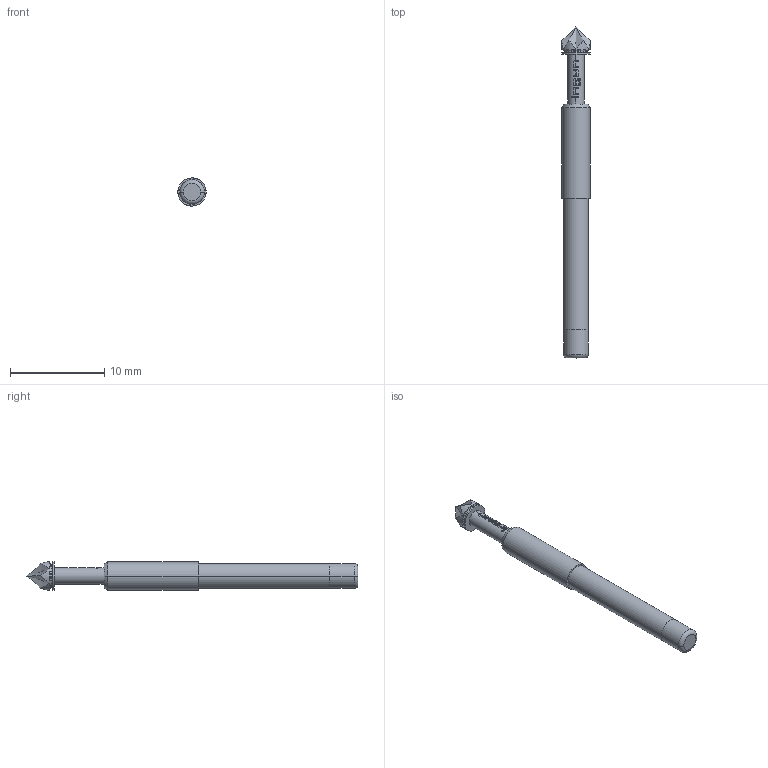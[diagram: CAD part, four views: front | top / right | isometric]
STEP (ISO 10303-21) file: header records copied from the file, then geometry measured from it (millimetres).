
FILE_DESCRIPTION (( 'STEP AP203' ), '1' );
FILE_NAME ('INGUN_HSS-120_317_300_A_xx10.STEP', '2022-02-04T08:49:14', ( 'ochi' ), ( '' ), 'SwSTEP 2.0', 'SolidWorks 2018', '' );
FILE_SCHEMA (( 'CONFIG_CONTROL_DESIGN' ));
Length unit declared in the file: millimetre
Products named in the file (1): INGUN_HSS-120_317_300_A_xx10
Bounding box: 3 x 35.3 x 3 mm (x, y, z)
Volume: 187.4 mm3; surface area: 306 mm2
Topology: 1 solids, 1 shells, 122 faces, 320 edges, 207 vertices
Faces by surface type: plane 47, bspline 34, cylinder 33, torus 6, cone 2
Entity records: 4211 total; most frequent: CARTESIAN_POINT 1332, ORIENTED_EDGE 640, DIRECTION 516, EDGE_CURVE 320, AXIS2_PLACEMENT_3D 211, VERTEX_POINT 207, EDGE_LOOP 129, FACE_OUTER_BOUND 122
